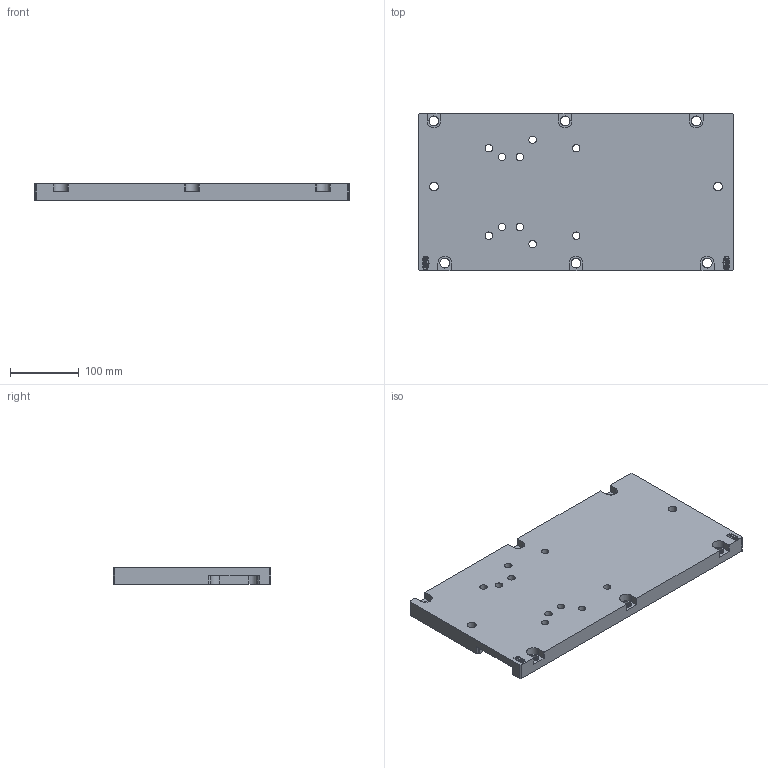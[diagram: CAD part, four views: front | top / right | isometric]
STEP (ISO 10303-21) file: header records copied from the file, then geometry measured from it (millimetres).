
FILE_DESCRIPTION(/* description */ (''),/* implementation_level */ '2;1');
FILE_NAME(/* name */ 'Kurt 6in Vise Subplate.step',/* time_stamp */ '2026-02-23T11:37:25-05:00',/* author */ (''),/* organization */ (''),/* preprocessor_version */ 'ST-DEVELOPER v20.1',/* originating_system */ 'Autodesk Translation Framework v14.24.0.0',/* authorisation */ '');
FILE_SCHEMA (('AUTOMOTIVE_DESIGN { 1 0 10303 214 3 1 1 }'));
Length unit declared in the file: inch
Products named in the file (2): 6in Vise Subplate; Subplate
Assembly tree (1 placements, depth 2):
  6in Vise Subplate
    Subplate
Bounding box: 457.2 x 228.6 x 24.13 mm (x, y, z)
Volume: 2407808.9 mm3; surface area: 256568.2 mm2
Topology: 1 solids, 1 shells, 395 faces, 1155 edges, 770 vertices
Faces by surface type: bspline 174, cylinder 150, plane 71
Full cylindrical faces by diameter (mm): 10.808 x10, 12.713 x2, 14.453 x36, 15.875 x30
Entity records: 25799 total; most frequent: CARTESIAN_POINT 16855, ORIENTED_EDGE 2310, EDGE_CURVE 1155, DIRECTION 1107, VERTEX_POINT 770, B_SPLINE_CURVE_WITH_KNOTS 658, EDGE_LOOP 439, FACE_OUTER_BOUND 395
